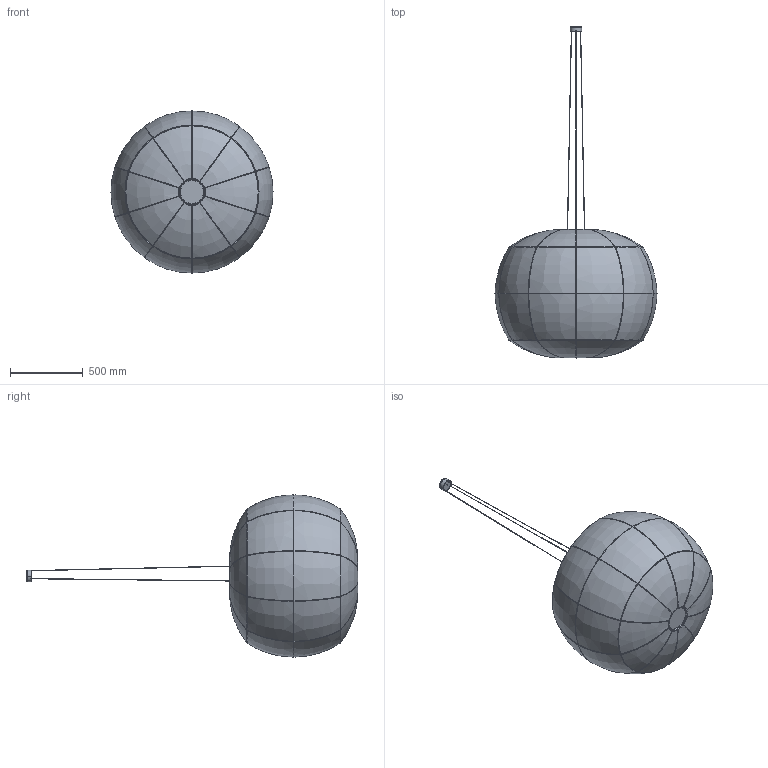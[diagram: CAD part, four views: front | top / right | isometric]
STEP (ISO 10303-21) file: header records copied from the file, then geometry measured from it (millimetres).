
FILE_DESCRIPTION (( 'STEP AP203' ), '1' );
FILE_NAME ('BIG GLOW_1100_Assembly.STEP', '2025-03-17T05:34:12', ( '' ), ( '' ), 'SwSTEP 2.0', 'SolidWorks 2017', '' );
FILE_SCHEMA (( 'CONFIG_CONTROL_DESIGN' ));
Length unit declared in the file: millimetre
Products named in the file (4): BIG GLOW_1100; BIG GLOW_1100_Assembly; Big Glow Lightsource Concept 3 - Jo Copy; Seamless Canopy Suspension Wire
Assembly tree (4 placements, depth 2):
  BIG GLOW_1100_Assembly
    BIG GLOW_1100
    Big Glow Lightsource Concept 3 - Jo Copy  x2
    Seamless Canopy Suspension Wire
Bounding box: 1113.68 x 2281.04 x 1113.67 mm (x, y, z)
Volume: 4584397.6 mm3; surface area: 8125921 mm2
Topology: 52 solids, 52 shells, 1778 faces, 4155 edges, 2352 vertices
Faces by surface type: bspline 408, sphere 400, torus 364, plane 278, cylinder 180, cone 148
Entity records: 69665 total; most frequent: CARTESIAN_POINT 35491, ORIENTED_EDGE 7194, DIRECTION 6983, EDGE_CURVE 3597, AXIS2_PLACEMENT_3D 3362, CIRCLE 2042, VERTEX_POINT 2038, EDGE_LOOP 1795
